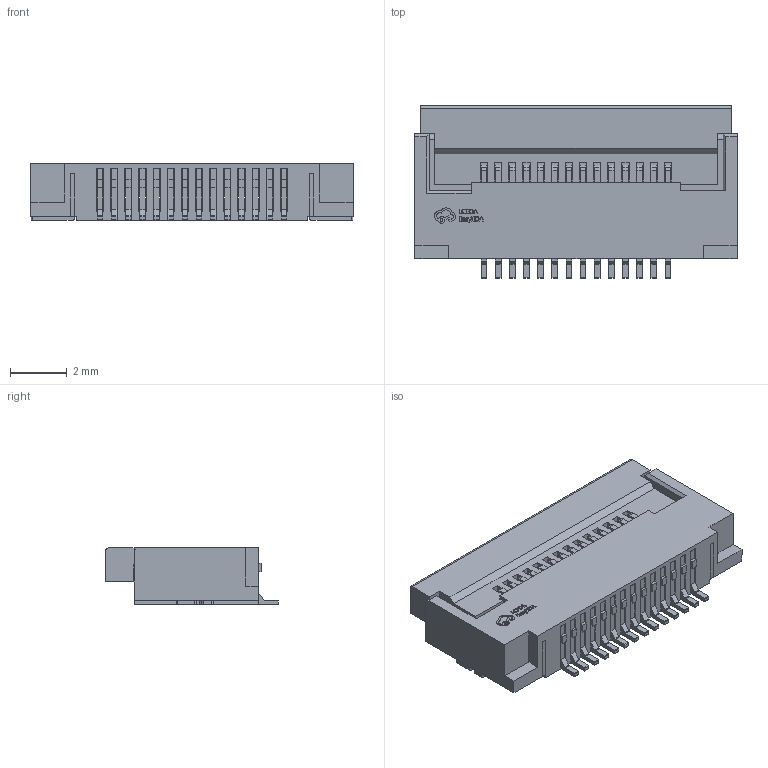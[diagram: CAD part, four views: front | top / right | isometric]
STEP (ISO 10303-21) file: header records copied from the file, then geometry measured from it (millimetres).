
FILE_DESCRIPTION (( 'STEP AP214' ), '1' );
FILE_NAME ('FPC-SMD_AFC01-S14FCA-00.step', '2022-07-06T12:34:52', ( '' ), ( '' ), 'SwSTEP 2.0', 'SolidWorks 2020', '' );
FILE_SCHEMA (( 'AUTOMOTIVE_DESIGN' ));
Length unit declared in the file: millimetre
Products named in the file (1): FPC-SMD_AFC01-S14FCA-00
Bounding box: 11.4 x 6.1 x 2.01 mm (x, y, z)
Volume: 71.7 mm3; surface area: 494.3 mm2
Topology: 20 solids, 20 shells, 951 faces, 2692 edges, 1793 vertices
Faces by surface type: plane 755, bspline 110, cylinder 86
Entity records: 42528 total; most frequent: CARTESIAN_POINT 7619, ORIENTED_EDGE 5384, DIRECTION 4352, EDGE_CURVE 2692, LINE 2268, VECTOR 2268, VERTEX_POINT 1793, AXIS2_PLACEMENT_3D 1042
